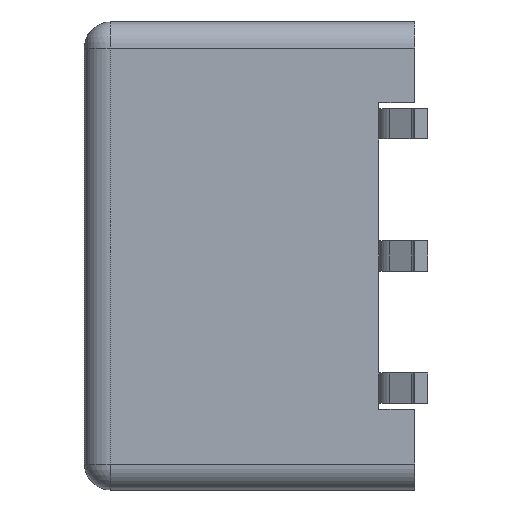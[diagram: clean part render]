
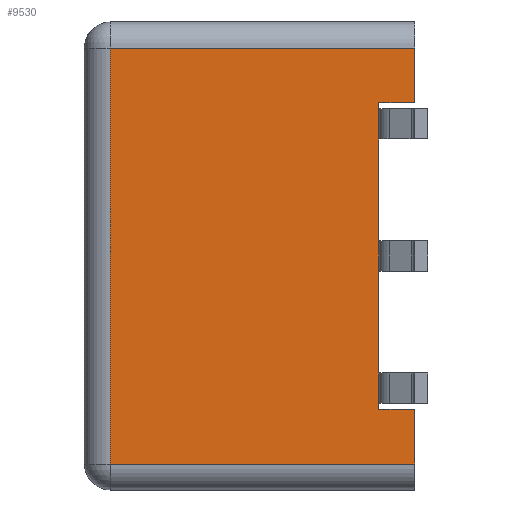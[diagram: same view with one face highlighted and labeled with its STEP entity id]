
A CAD part, left-side view. The second image highlights one B-rep face of the part: STEP entity #9530.
In plain terms, the highlighted planar face has unit normal (-1, 0, 0).
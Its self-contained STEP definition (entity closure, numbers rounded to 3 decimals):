
#370 = EDGE_CURVE ( 'NONE', #11743, #5081, #756, .T. ) ;
#756 = LINE ( 'NONE', #20265, #13358 ) ;
#1036 = CARTESIAN_POINT ( 'NONE',  ( -4.76, 5.85, -4.5 ) ) ;
#1326 = DIRECTION ( 'NONE',  ( 0., 0., 1. ) ) ;
#1353 = ORIENTED_EDGE ( 'NONE', *, *, #20809, .T. ) ;
#1378 = VERTEX_POINT ( 'NONE', #13562 ) ;
#1531 = VECTOR ( 'NONE', #14816, 1000. ) ;
#1625 = DIRECTION ( 'NONE',  ( 0., -1., 0. ) ) ;
#1692 = VECTOR ( 'NONE', #11456, 1000. ) ;
#1851 = PLANE ( 'NONE',  #7463 ) ;
#1977 = CARTESIAN_POINT ( 'NONE',  ( -4.76, 0.69, -2.95 ) ) ;
#2102 = ORIENTED_EDGE ( 'NONE', *, *, #6601, .T. ) ;
#2871 = VECTOR ( 'NONE', #20901, 1000. ) ;
#3121 = VERTEX_POINT ( 'NONE', #1977 ) ;
#3152 = LINE ( 'NONE', #19928, #14963 ) ;
#3162 = EDGE_CURVE ( 'NONE', #21232, #1378, #17337, .T. ) ;
#3492 = DIRECTION ( 'NONE',  ( 0., 1., 0. ) ) ;
#3622 = VECTOR ( 'NONE', #1625, 1000. ) ;
#3996 = VERTEX_POINT ( 'NONE', #13360 ) ;
#4079 = VERTEX_POINT ( 'NONE', #15416 ) ;
#4130 = EDGE_LOOP ( 'NONE', ( #14313, #18547, #8004, #11710, #17761, #20448, #11111, #1353, #8699, #2102, #14127, #9043, #14771, #15672 ) ) ;
#4247 = CARTESIAN_POINT ( 'NONE',  ( -4.76, 0.69, -4.5 ) ) ;
#4442 = VECTOR ( 'NONE', #1326, 1000. ) ;
#4567 = VERTEX_POINT ( 'NONE', #18494 ) ;
#4599 = LINE ( 'NONE', #16247, #4442 ) ;
#5005 = LINE ( 'NONE', #11442, #1531 ) ;
#5028 = LINE ( 'NONE', #8511, #1692 ) ;
#5081 = VERTEX_POINT ( 'NONE', #20523 ) ;
#5091 = DIRECTION ( 'NONE',  ( 0., 1., 0. ) ) ;
#5134 = DIRECTION ( 'NONE',  ( 0., 1., 0. ) ) ;
#5300 = CARTESIAN_POINT ( 'NONE',  ( -4.76, 0., -2.95 ) ) ;
#5454 = CARTESIAN_POINT ( 'NONE',  ( -4.76, 0.69, -2.95 ) ) ;
#5594 = EDGE_CURVE ( 'NONE', #20470, #11743, #4599, .T. ) ;
#5685 = VERTEX_POINT ( 'NONE', #11347 ) ;
#6227 = DIRECTION ( 'NONE',  ( 0., 0., 1. ) ) ;
#6536 = DIRECTION ( 'NONE',  ( 0., 0., 1. ) ) ;
#6601 = EDGE_CURVE ( 'NONE', #1378, #7780, #15481, .T. ) ;
#6753 = CARTESIAN_POINT ( 'NONE',  ( -4.76, 6.35, -4. ) ) ;
#6780 = DIRECTION ( 'NONE',  ( 1., 0., 0. ) ) ;
#6876 = EDGE_CURVE ( 'NONE', #7780, #20470, #3152, .T. ) ;
#7234 = CARTESIAN_POINT ( 'NONE',  ( -4.76, 0.69, 2.25 ) ) ;
#7272 = CARTESIAN_POINT ( 'NONE',  ( -4.76, 0.69, -2.83 ) ) ;
#7463 = AXIS2_PLACEMENT_3D ( 'NONE', #18319, #6780, #3492 ) ;
#7780 = VERTEX_POINT ( 'NONE', #20558 ) ;
#8004 = ORIENTED_EDGE ( 'NONE', *, *, #11368, .T. ) ;
#8145 = LINE ( 'NONE', #14895, #15225 ) ;
#8511 = CARTESIAN_POINT ( 'NONE',  ( -4.76, 0., -4.5 ) ) ;
#8699 = ORIENTED_EDGE ( 'NONE', *, *, #3162, .T. ) ;
#8944 = DIRECTION ( 'NONE',  ( 0., 0., 1. ) ) ;
#9043 = ORIENTED_EDGE ( 'NONE', *, *, #5594, .T. ) ;
#9071 = DIRECTION ( 'NONE',  ( 0., 0., 1. ) ) ;
#9187 = VERTEX_POINT ( 'NONE', #10285 ) ;
#9399 = VECTOR ( 'NONE', #10574, 1000. ) ;
#9530 = ADVANCED_FACE ( 'NONE', ( #21477 ), #1851, .F. ) ;
#9799 = EDGE_CURVE ( 'NONE', #5685, #5081, #5005, .T. ) ;
#9820 = EDGE_CURVE ( 'NONE', #9187, #13682, #9927, .T. ) ;
#9927 = LINE ( 'NONE', #6753, #3622 ) ;
#10285 = CARTESIAN_POINT ( 'NONE',  ( -4.76, 5.85, -4. ) ) ;
#10574 = DIRECTION ( 'NONE',  ( 0., 0., 1. ) ) ;
#11111 = ORIENTED_EDGE ( 'NONE', *, *, #13547, .T. ) ;
#11347 = CARTESIAN_POINT ( 'NONE',  ( -4.76, 0., 2.95 ) ) ;
#11368 = EDGE_CURVE ( 'NONE', #3996, #9187, #12493, .T. ) ;
#11442 = CARTESIAN_POINT ( 'NONE',  ( -4.76, 0., 2.95 ) ) ;
#11456 = DIRECTION ( 'NONE',  ( 0., 0., 1. ) ) ;
#11628 = CARTESIAN_POINT ( 'NONE',  ( -4.76, 0.69, -2.25 ) ) ;
#11674 = LINE ( 'NONE', #16891, #17239 ) ;
#11710 = ORIENTED_EDGE ( 'NONE', *, *, #9820, .T. ) ;
#11743 = VERTEX_POINT ( 'NONE', #20830 ) ;
#12493 = LINE ( 'NONE', #1036, #16174 ) ;
#13328 = EDGE_CURVE ( 'NONE', #4079, #3996, #11674, .T. ) ;
#13358 = VECTOR ( 'NONE', #8944, 1000. ) ;
#13360 = CARTESIAN_POINT ( 'NONE',  ( -4.76, 5.85, 4. ) ) ;
#13547 = EDGE_CURVE ( 'NONE', #3121, #16823, #8145, .T. ) ;
#13562 = CARTESIAN_POINT ( 'NONE',  ( -4.76, 0.69, -0.29 ) ) ;
#13590 = EDGE_CURVE ( 'NONE', #4567, #3121, #20115, .T. ) ;
#13682 = VERTEX_POINT ( 'NONE', #19672 ) ;
#13828 = VECTOR ( 'NONE', #6227, 1000. ) ;
#14127 = ORIENTED_EDGE ( 'NONE', *, *, #6876, .T. ) ;
#14313 = ORIENTED_EDGE ( 'NONE', *, *, #16374, .T. ) ;
#14336 = DIRECTION ( 'NONE',  ( 0., 0., -1. ) ) ;
#14540 = VECTOR ( 'NONE', #5091, 1000. ) ;
#14597 = EDGE_CURVE ( 'NONE', #13682, #4567, #5028, .T. ) ;
#14771 = ORIENTED_EDGE ( 'NONE', *, *, #370, .T. ) ;
#14816 = DIRECTION ( 'NONE',  ( 0., 1., 0. ) ) ;
#14895 = CARTESIAN_POINT ( 'NONE',  ( -4.76, 0.69, -2.95 ) ) ;
#14963 = VECTOR ( 'NONE', #6536, 1000. ) ;
#15225 = VECTOR ( 'NONE', #21032, 1000. ) ;
#15416 = CARTESIAN_POINT ( 'NONE',  ( -4.76, 0., 4. ) ) ;
#15481 = LINE ( 'NONE', #5454, #9399 ) ;
#15602 = CARTESIAN_POINT ( 'NONE',  ( -4.76, 0.69, -2.95 ) ) ;
#15672 = ORIENTED_EDGE ( 'NONE', *, *, #9799, .F. ) ;
#15686 = LINE ( 'NONE', #4247, #2871 ) ;
#16021 = LINE ( 'NONE', #21140, #13828 ) ;
#16174 = VECTOR ( 'NONE', #14336, 1000. ) ;
#16247 = CARTESIAN_POINT ( 'NONE',  ( -4.76, 0.69, -4.5 ) ) ;
#16374 = EDGE_CURVE ( 'NONE', #5685, #4079, #16021, .T. ) ;
#16823 = VERTEX_POINT ( 'NONE', #7272 ) ;
#16891 = CARTESIAN_POINT ( 'NONE',  ( -4.76, 6.35, 4. ) ) ;
#17239 = VECTOR ( 'NONE', #5134, 1000. ) ;
#17337 = LINE ( 'NONE', #15602, #21387 ) ;
#17761 = ORIENTED_EDGE ( 'NONE', *, *, #14597, .T. ) ;
#18319 = CARTESIAN_POINT ( 'NONE',  ( -4.76, 6.35, -4.5 ) ) ;
#18494 = CARTESIAN_POINT ( 'NONE',  ( -4.76, 0., -2.95 ) ) ;
#18547 = ORIENTED_EDGE ( 'NONE', *, *, #13328, .T. ) ;
#19672 = CARTESIAN_POINT ( 'NONE',  ( -4.76, 0., -4. ) ) ;
#19928 = CARTESIAN_POINT ( 'NONE',  ( -4.76, 0.69, -2.95 ) ) ;
#20115 = LINE ( 'NONE', #5300, #14540 ) ;
#20265 = CARTESIAN_POINT ( 'NONE',  ( -4.76, 0.69, -2.95 ) ) ;
#20448 = ORIENTED_EDGE ( 'NONE', *, *, #13590, .T. ) ;
#20470 = VERTEX_POINT ( 'NONE', #7234 ) ;
#20523 = CARTESIAN_POINT ( 'NONE',  ( -4.76, 0.69, 2.95 ) ) ;
#20558 = CARTESIAN_POINT ( 'NONE',  ( -4.76, 0.69, 0.29 ) ) ;
#20809 = EDGE_CURVE ( 'NONE', #16823, #21232, #15686, .T. ) ;
#20830 = CARTESIAN_POINT ( 'NONE',  ( -4.76, 0.69, 2.83 ) ) ;
#20901 = DIRECTION ( 'NONE',  ( 0., 0., 1. ) ) ;
#21032 = DIRECTION ( 'NONE',  ( 0., 0., 1. ) ) ;
#21140 = CARTESIAN_POINT ( 'NONE',  ( -4.76, 0., -4.5 ) ) ;
#21232 = VERTEX_POINT ( 'NONE', #11628 ) ;
#21387 = VECTOR ( 'NONE', #9071, 1000. ) ;
#21477 = FACE_OUTER_BOUND ( 'NONE', #4130, .T. ) ;
